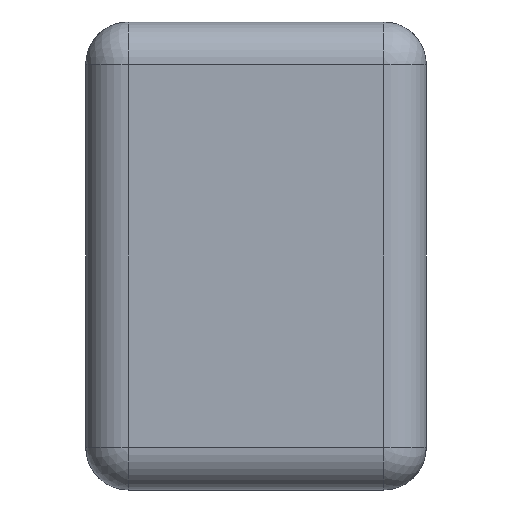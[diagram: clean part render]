
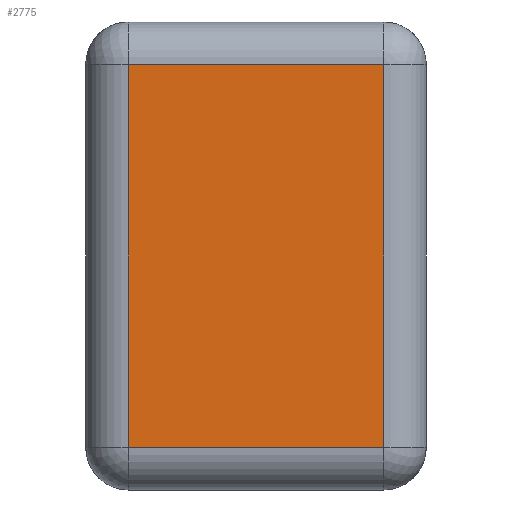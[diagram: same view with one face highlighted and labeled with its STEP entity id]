
A CAD part, left-side view. The second image highlights one B-rep face of the part: STEP entity #2775.
In plain terms, the highlighted planar face has unit normal (-1, 0, 0).
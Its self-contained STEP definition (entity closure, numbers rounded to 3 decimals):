
#104=PLANE('',#3007);
#232=LINE('',#4257,#504);
#233=LINE('',#4259,#505);
#234=LINE('',#4261,#506);
#235=LINE('',#4262,#507);
#504=VECTOR('',#3418,0.9);
#505=VECTOR('',#3419,0.6);
#506=VECTOR('',#3420,0.9);
#507=VECTOR('',#3421,0.6);
#835=FACE_OUTER_BOUND('',#1013,.T.);
#1013=EDGE_LOOP('',(#2079,#2080,#2081,#2082));
#1301=VERTEX_POINT('',#4255);
#1302=VERTEX_POINT('',#4256);
#1303=VERTEX_POINT('',#4258);
#1304=VERTEX_POINT('',#4260);
#1593=EDGE_CURVE('',#1301,#1302,#232,.T.);
#1594=EDGE_CURVE('',#1303,#1301,#233,.T.);
#1595=EDGE_CURVE('',#1304,#1303,#234,.T.);
#1596=EDGE_CURVE('',#1302,#1304,#235,.T.);
#2079=ORIENTED_EDGE('',*,*,#1593,.F.);
#2080=ORIENTED_EDGE('',*,*,#1594,.F.);
#2081=ORIENTED_EDGE('',*,*,#1595,.F.);
#2082=ORIENTED_EDGE('',*,*,#1596,.F.);
#2775=ADVANCED_FACE('',(#835),#104,.T.);
#3007=AXIS2_PLACEMENT_3D('',#4254,#3416,#3417);
#3416=DIRECTION('center_axis',(-1.,0.,0.));
#3417=DIRECTION('ref_axis',(0.,-1.,0.));
#3418=DIRECTION('',(0.,0.,1.));
#3419=DIRECTION('',(0.,1.,0.));
#3420=DIRECTION('',(0.,0.,-1.));
#3421=DIRECTION('',(0.,-1.,0.));
#4254=CARTESIAN_POINT('Origin',(-0.8,0.4,0.));
#4255=CARTESIAN_POINT('',(-0.8,0.3,0.1));
#4256=CARTESIAN_POINT('',(-0.8,0.3,1.));
#4257=CARTESIAN_POINT('',(-0.8,0.3,0.));
#4258=CARTESIAN_POINT('',(-0.8,-0.3,0.1));
#4259=CARTESIAN_POINT('',(-0.8,0.2,0.1));
#4260=CARTESIAN_POINT('',(-0.8,-0.3,1.));
#4261=CARTESIAN_POINT('',(-0.8,-0.3,0.));
#4262=CARTESIAN_POINT('',(-0.8,0.2,1.));
